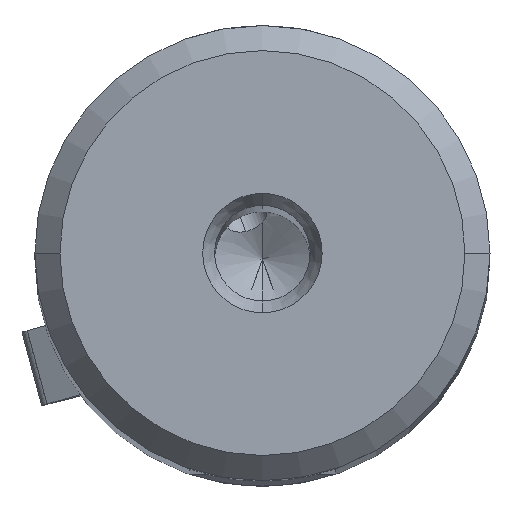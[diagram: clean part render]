
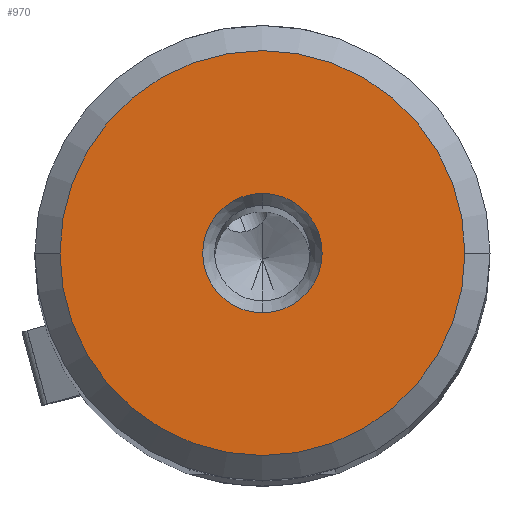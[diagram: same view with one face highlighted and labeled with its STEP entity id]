
A CAD part, top view. The second image highlights one B-rep face of the part: STEP entity #970.
In plain terms, the highlighted planar face has unit normal (0, 0, 1).
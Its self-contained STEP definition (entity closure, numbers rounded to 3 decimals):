
#85=FACE_BOUND('',#1508,.T.);
#86=FACE_BOUND('',#1509,.T.);
#232=PLANE('',#5109);
#970=ADVANCED_FACE('',(#85,#86),#232,.T.);
#1508=EDGE_LOOP('',(#2230,#2231));
#1509=EDGE_LOOP('',(#2232,#2233));
#1812=CIRCLE('',#5103,2.5);
#1813=CIRCLE('',#5105,2.5);
#1814=CIRCLE('',#5107,8.475);
#1815=CIRCLE('',#5108,8.475);
#2230=ORIENTED_EDGE('',*,*,#4171,.T.);
#2231=ORIENTED_EDGE('',*,*,#4172,.T.);
#2232=ORIENTED_EDGE('',*,*,#4168,.T.);
#2233=ORIENTED_EDGE('',*,*,#4170,.T.);
#3649=VERTEX_POINT('',#7740);
#3650=VERTEX_POINT('',#7742);
#3651=VERTEX_POINT('',#7748);
#3652=VERTEX_POINT('',#7749);
#4168=EDGE_CURVE('',#3650,#3649,#1812,.T.);
#4170=EDGE_CURVE('',#3649,#3650,#1813,.T.);
#4171=EDGE_CURVE('',#3651,#3652,#1814,.T.);
#4172=EDGE_CURVE('',#3652,#3651,#1815,.T.);
#5103=AXIS2_PLACEMENT_3D('',#7741,#5824,#5825);
#5105=AXIS2_PLACEMENT_3D('',#7745,#5829,#5830);
#5107=AXIS2_PLACEMENT_3D('',#7747,#5833,#5834);
#5108=AXIS2_PLACEMENT_3D('',#7750,#5835,#5836);
#5109=AXIS2_PLACEMENT_3D('',#7751,#5837,#5838);
#5824=DIRECTION('',(0.,0.,-1.));
#5825=DIRECTION('',(0.,-1.,0.));
#5829=DIRECTION('',(0.,0.,-1.));
#5830=DIRECTION('',(0.,1.,0.));
#5833=DIRECTION('',(0.,0.,1.));
#5834=DIRECTION('',(1.,0.,0.));
#5835=DIRECTION('',(0.,0.,1.));
#5836=DIRECTION('',(-1.,0.,0.));
#5837=DIRECTION('',(0.,0.,1.));
#5838=DIRECTION('',(-1.,0.,0.));
#7740=CARTESIAN_POINT('',(0.,2.5,0.));
#7741=CARTESIAN_POINT('',(0.,0.,0.));
#7742=CARTESIAN_POINT('',(0.,-2.5,0.));
#7745=CARTESIAN_POINT('',(0.,0.,0.));
#7747=CARTESIAN_POINT('',(0.,0.,0.));
#7748=CARTESIAN_POINT('',(8.475,0.,0.));
#7749=CARTESIAN_POINT('',(-8.475,0.,0.));
#7750=CARTESIAN_POINT('',(0.,0.,0.));
#7751=CARTESIAN_POINT('',(0.,0.,0.));
